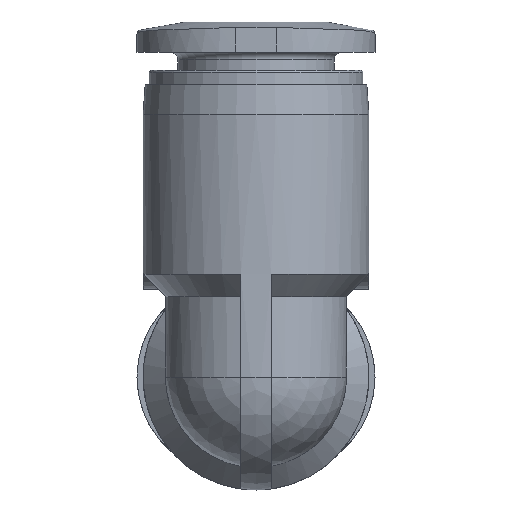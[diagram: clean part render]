
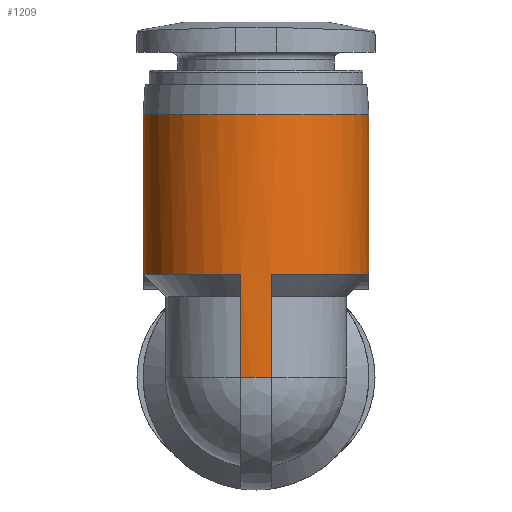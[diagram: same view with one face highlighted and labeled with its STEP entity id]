
A CAD part, left-side view. The second image highlights one B-rep face of the part: STEP entity #1209.
In plain terms, the highlighted cylindrical face has radius 5.6 mm (diameter 11.2 mm), a full revolution.
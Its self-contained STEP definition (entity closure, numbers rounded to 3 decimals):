
#60=LINE('',#1714,#80);
#61=LINE('',#1718,#81);
#80=VECTOR('',#1421,1000.);
#81=VECTOR('',#1424,1000.);
#99=B_SPLINE_CURVE_WITH_KNOTS('',3,(#1695,#1696,#1697,#1698,#1699,#1700,
#1701,#1702,#1703,#1704,#1705,#1706,#1707,#1708,#1709,#1710,#1711),
 .UNSPECIFIED.,.F.,.F.,(4,1,1,1,1,1,1,1,1,1,1,1,1,1,4),(0.002,
0.003,0.004,0.005,0.006,
0.007,0.008,0.01,0.012,
0.013,0.013,0.014,0.015,
0.016,0.017),.UNSPECIFIED.);
#127=ELLIPSE('',#1276,7.92,5.6);
#128=ELLIPSE('',#1280,7.92,5.6);
#143=ORIENTED_EDGE('',*,*,#361,.F.);
#144=ORIENTED_EDGE('',*,*,#362,.F.);
#145=ORIENTED_EDGE('',*,*,#360,.T.);
#146=ORIENTED_EDGE('',*,*,#363,.T.);
#147=ORIENTED_EDGE('',*,*,#364,.T.);
#148=ORIENTED_EDGE('',*,*,#365,.T.);
#149=ORIENTED_EDGE('',*,*,#366,.F.);
#150=ORIENTED_EDGE('',*,*,#367,.T.);
#151=ORIENTED_EDGE('',*,*,#354,.T.);
#354=EDGE_CURVE('',#464,#462,#127,.F.);
#360=EDGE_CURVE('',#463,#469,#128,.F.);
#361=EDGE_CURVE('',#470,#470,#546,.T.);
#362=EDGE_CURVE('',#463,#462,#99,.T.);
#363=EDGE_CURVE('',#469,#471,#547,.T.);
#364=EDGE_CURVE('',#471,#472,#60,.T.);
#365=EDGE_CURVE('',#472,#473,#548,.T.);
#366=EDGE_CURVE('',#474,#473,#61,.T.);
#367=EDGE_CURVE('',#474,#464,#549,.T.);
#462=VERTEX_POINT('',#1677);
#463=VERTEX_POINT('',#1678);
#464=VERTEX_POINT('',#1680);
#469=VERTEX_POINT('',#1690);
#470=VERTEX_POINT('',#1694);
#471=VERTEX_POINT('',#1713);
#472=VERTEX_POINT('',#1715);
#473=VERTEX_POINT('',#1717);
#474=VERTEX_POINT('',#1719);
#546=CIRCLE('',#1282,5.6);
#547=CIRCLE('',#1283,5.6);
#548=CIRCLE('',#1284,5.6);
#549=CIRCLE('',#1285,5.6);
#600=EDGE_LOOP('',(#143));
#601=EDGE_LOOP('',(#144,#145,#146,#147,#148,#149,#150,#151));
#691=FACE_BOUND('',#600,.T.);
#692=FACE_BOUND('',#601,.T.);
#780=CYLINDRICAL_SURFACE('',#1281,5.6);
#1209=ADVANCED_FACE('',(#691,#692),#780,.T.);
#1276=AXIS2_PLACEMENT_3D('',#1679,#1403,#1404);
#1280=AXIS2_PLACEMENT_3D('',#1691,#1413,#1414);
#1281=AXIS2_PLACEMENT_3D('',#1692,#1415,#1416);
#1282=AXIS2_PLACEMENT_3D('',#1693,#1417,#1418);
#1283=AXIS2_PLACEMENT_3D('',#1712,#1419,#1420);
#1284=AXIS2_PLACEMENT_3D('',#1716,#1422,#1423);
#1285=AXIS2_PLACEMENT_3D('',#1720,#1425,#1426);
#1403=DIRECTION('',(0.707,0.,-0.707));
#1404=DIRECTION('',(0.707,0.,0.707));
#1413=DIRECTION('',(0.707,0.,-0.707));
#1414=DIRECTION('',(0.707,0.,0.707));
#1415=DIRECTION('',(0.,0.,1.));
#1416=DIRECTION('',(1.,0.,0.));
#1417=DIRECTION('',(0.,0.,1.));
#1418=DIRECTION('',(1.,0.,0.));
#1419=DIRECTION('',(0.,0.,1.));
#1420=DIRECTION('',(1.,0.,0.));
#1421=DIRECTION('',(0.,0.,-1.));
#1422=DIRECTION('',(0.,0.,1.));
#1423=DIRECTION('',(1.,0.,0.));
#1424=DIRECTION('',(0.,0.,-1.));
#1425=DIRECTION('',(0.,0.,1.));
#1426=DIRECTION('',(1.,0.,0.));
#1677=CARTESIAN_POINT('',(5.126,-2.254,5.126));
#1678=CARTESIAN_POINT('',(5.126,2.254,5.126));
#1679=CARTESIAN_POINT('',(0.,0.,0.));
#1680=CARTESIAN_POINT('',(5.1,-2.313,5.1));
#1690=CARTESIAN_POINT('',(5.1,2.313,5.1));
#1691=CARTESIAN_POINT('',(0.,0.,0.));
#1692=CARTESIAN_POINT('',(0.,0.,17.6));
#1693=CARTESIAN_POINT('',(0.,0.,13.));
#1694=CARTESIAN_POINT('',(5.6,0.,13.));
#1695=CARTESIAN_POINT('',(5.126,2.254,5.126));
#1696=CARTESIAN_POINT('',(5.01,2.519,5.242));
#1697=CARTESIAN_POINT('',(4.745,3.004,5.547));
#1698=CARTESIAN_POINT('',(4.389,3.484,6.303));
#1699=CARTESIAN_POINT('',(4.305,3.581,7.263));
#1700=CARTESIAN_POINT('',(4.564,3.264,8.147));
#1701=CARTESIAN_POINT('',(4.967,2.631,8.734));
#1702=CARTESIAN_POINT('',(5.44,1.552,9.169));
#1703=CARTESIAN_POINT('',(5.707,0.003,9.304));
#1704=CARTESIAN_POINT('',(5.44,-1.55,9.169));
#1705=CARTESIAN_POINT('',(4.969,-2.628,8.736));
#1706=CARTESIAN_POINT('',(4.565,-3.263,8.147));
#1707=CARTESIAN_POINT('',(4.306,-3.58,7.272));
#1708=CARTESIAN_POINT('',(4.388,-3.485,6.303));
#1709=CARTESIAN_POINT('',(4.746,-3.003,5.547));
#1710=CARTESIAN_POINT('',(5.009,-2.521,5.243));
#1711=CARTESIAN_POINT('',(5.126,-2.254,5.126));
#1712=CARTESIAN_POINT('',(0.,0.,5.1));
#1713=CARTESIAN_POINT('',(-5.55,0.75,5.1));
#1714=CARTESIAN_POINT('',(-5.55,0.75,5.1));
#1715=CARTESIAN_POINT('',(-5.55,0.75,0.));
#1716=CARTESIAN_POINT('',(0.,0.,0.));
#1717=CARTESIAN_POINT('',(-5.55,-0.75,0.));
#1718=CARTESIAN_POINT('',(-5.55,-0.75,5.1));
#1719=CARTESIAN_POINT('',(-5.55,-0.75,5.1));
#1720=CARTESIAN_POINT('',(0.,0.,5.1));
